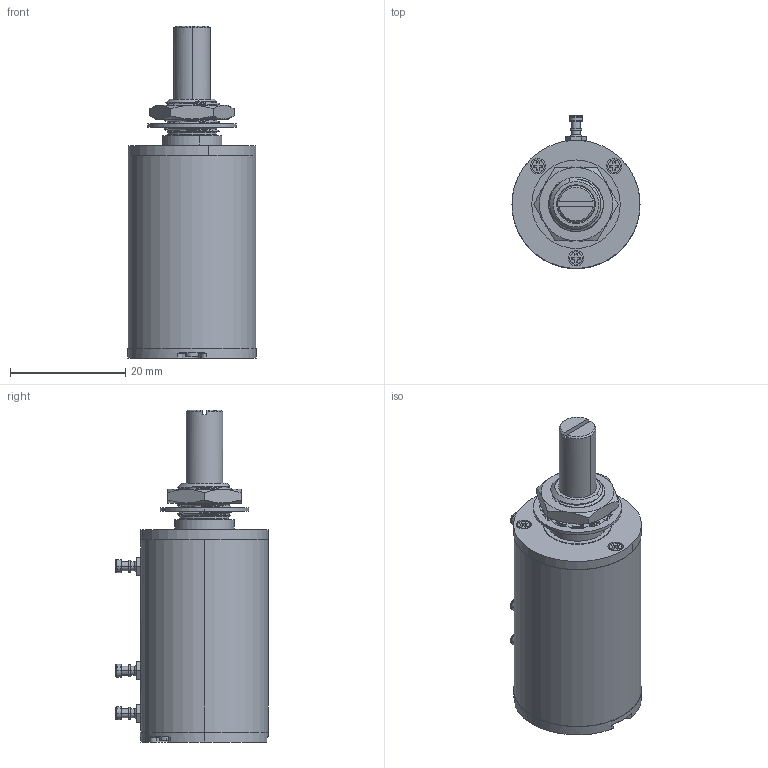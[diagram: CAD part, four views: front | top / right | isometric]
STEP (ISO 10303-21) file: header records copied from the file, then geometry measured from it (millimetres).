
FILE_DESCRIPTION((''),'2;1');
FILE_NAME('654512121_ASM','2015-09-29T',('bmozley'),(''),'CREO PARAMETRIC BY PTC INC, 2015080','CREO PARAMETRIC BY PTC INC, 2015080','');
FILE_SCHEMA(('CONFIG_CONTROL_DESIGN'));
Length unit declared in the file: inch
Products named in the file (6): MSBR-4; MSBR-3; MSBR-2; MSBR-1; _7246; 654512121_ASM
Assembly tree (5 placements, depth 2):
  654512121_ASM
    MSBR-4
    MSBR-3
    MSBR-2
    MSBR-1
    _7246
Bounding box: 22.23 x 26.55 x 57.61 mm (x, y, z)
Volume: 15258.8 mm3; surface area: 5195.8 mm2
Topology: 5 solids, 5 shells, 523 faces, 1400 edges, 899 vertices
Faces by surface type: cylinder 200, plane 192, bspline 66, cone 34, torus 31
Entity records: 22351 total; most frequent: CARTESIAN_POINT 9625, ORIENTED_EDGE 2800, DIRECTION 2369, EDGE_CURVE 1400, VERTEX_POINT 899, AXIS2_PLACEMENT_3D 848, VECTOR 673, LINE 673
